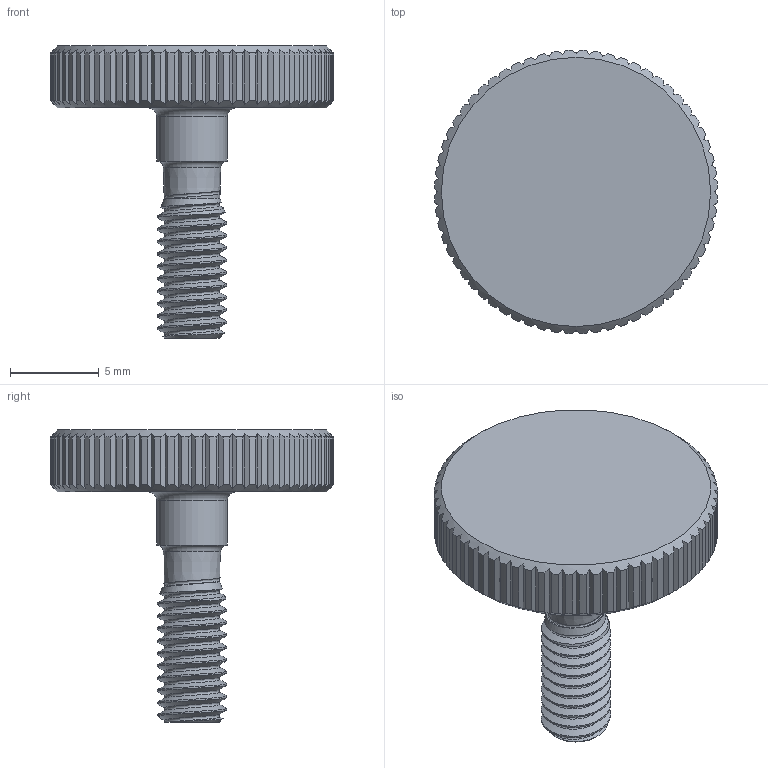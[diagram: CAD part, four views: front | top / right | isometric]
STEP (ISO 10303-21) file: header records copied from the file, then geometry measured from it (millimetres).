
FILE_DESCRIPTION(('FreeCAD Model'),'2;1');
FILE_NAME('Open CASCADE Shape Model','2025-06-25T08:49:39',('BT'),(''), 'Open CASCADE STEP processor 7.8','FreeCAD','Unknown');
FILE_SCHEMA(('AUTOMOTIVE_DESIGN { 1 0 10303 214 1 1 1 1 }'));
Length unit declared in the file: millimetre
Products named in the file (1): M4x10-Screw
Bounding box: 16 x 16 x 16.5 mm (x, y, z)
Volume: 818.3 mm3; surface area: 776.9 mm2
Topology: 1 solids, 1 shells, 256 faces, 704 edges, 450 vertices
Faces by surface type: plane 132, cylinder 75, bspline 38, cone 9, torus 2
Full cylindrical faces by diameter (mm): 3.91 x8, 4 x1
Entity records: 11978 total; most frequent: CARTESIAN_POINT 5428, DIRECTION 1445, ORIENTED_EDGE 1406, EDGE_CURVE 703, AXIS2_PLACEMENT_3D 618, VERTEX_POINT 450, FACE_BOUND 257, EDGE_LOOP 257
